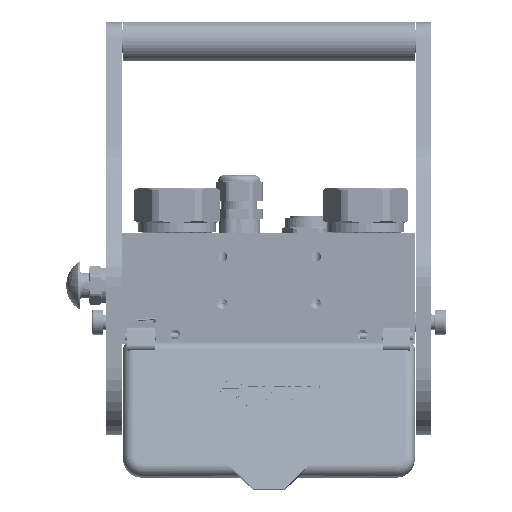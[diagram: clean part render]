
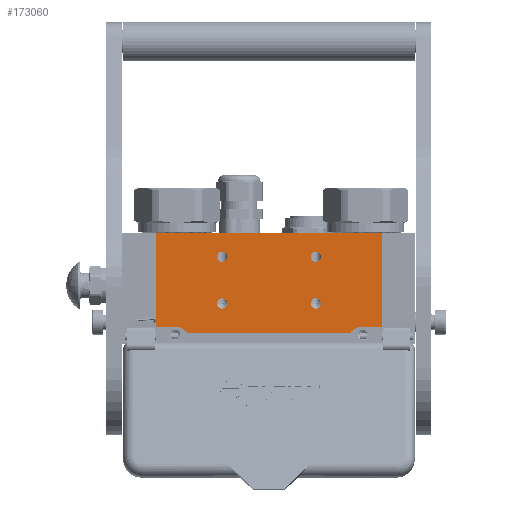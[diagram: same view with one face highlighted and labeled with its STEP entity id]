
A CAD part, left-side view. The second image highlights one B-rep face of the part: STEP entity #173060.
In plain terms, the highlighted face is planar.
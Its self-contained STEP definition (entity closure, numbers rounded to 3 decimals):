
#710 = CARTESIAN_POINT ( 'NONE',  ( 166.7, 0., -108. ) ) ;
#853 = ORIENTED_EDGE ( 'NONE', *, *, #45200, .F. ) ;
#1260 = CIRCLE ( 'NONE', #160144, 3.3 ) ;
#1364 = DIRECTION ( 'NONE',  ( 0., 0., -1. ) ) ;
#3067 = CARTESIAN_POINT ( 'NONE',  ( 64., 15., -108. ) ) ;
#3352 = EDGE_CURVE ( 'NONE', #4010, #40363, #42196, .T. ) ;
#3805 = ORIENTED_EDGE ( 'NONE', *, *, #21639, .F. ) ;
#4010 = VERTEX_POINT ( 'NONE', #171233 ) ;
#4082 = VECTOR ( 'NONE', #13843, 1000. ) ;
#6141 = DIRECTION ( 'NONE',  ( 0., 0., -1. ) ) ;
#7141 = ORIENTED_EDGE ( 'NONE', *, *, #58129, .T. ) ;
#7589 = DIRECTION ( 'NONE',  ( -1., 0., 0. ) ) ;
#8863 = LINE ( 'NONE', #15982, #105803 ) ;
#9811 = ORIENTED_EDGE ( 'NONE', *, *, #65630, .T. ) ;
#10618 = CARTESIAN_POINT ( 'NONE',  ( 21.3, 60., -108. ) ) ;
#13843 = DIRECTION ( 'NONE',  ( -1., 0., 0. ) ) ;
#13927 = CARTESIAN_POINT ( 'NONE',  ( 21.3, 0., -108. ) ) ;
#14013 = EDGE_CURVE ( 'NONE', #50933, #163235, #84442, .T. ) ;
#15932 = DIRECTION ( 'NONE',  ( 0., 1., 0. ) ) ;
#15982 = CARTESIAN_POINT ( 'NONE',  ( 21.3, 0., -108. ) ) ;
#17998 = CARTESIAN_POINT ( 'NONE',  ( 124., 41.7, -108. ) ) ;
#18318 = VERTEX_POINT ( 'NONE', #133454 ) ;
#19851 = AXIS2_PLACEMENT_3D ( 'NONE', #21884, #78491, #89108 ) ;
#21110 = VERTEX_POINT ( 'NONE', #115088 ) ;
#21196 = CARTESIAN_POINT ( 'NONE',  ( 166.7, 60., -108. ) ) ;
#21320 = CARTESIAN_POINT ( 'NONE',  ( 124., 11.7, -108. ) ) ;
#21639 = EDGE_CURVE ( 'NONE', #150131, #21110, #1260, .T. ) ;
#21884 = CARTESIAN_POINT ( 'NONE',  ( 154., 70., -108. ) ) ;
#22360 = DIRECTION ( 'NONE',  ( -1., 0., 0. ) ) ;
#22679 = VERTEX_POINT ( 'NONE', #10618 ) ;
#23723 = EDGE_CURVE ( 'NONE', #163235, #50933, #28608, .T. ) ;
#25885 = CIRCLE ( 'NONE', #53105, 10. ) ;
#28100 = ORIENTED_EDGE ( 'NONE', *, *, #33310, .F. ) ;
#28608 = CIRCLE ( 'NONE', #112854, 3.3 ) ;
#29572 = FACE_BOUND ( 'NONE', #151724, .T. ) ;
#30687 = EDGE_LOOP ( 'NONE', ( #135124, #69674 ) ) ;
#31191 = DIRECTION ( 'NONE',  ( 0., 1., 0. ) ) ;
#33310 = EDGE_CURVE ( 'NONE', #130040, #116479, #39546, .T. ) ;
#33662 = DIRECTION ( 'NONE',  ( 0., 0., -1. ) ) ;
#37757 = CARTESIAN_POINT ( 'NONE',  ( 21.3, 60., -108. ) ) ;
#38242 = CARTESIAN_POINT ( 'NONE',  ( 124., 15., -108. ) ) ;
#38496 = CARTESIAN_POINT ( 'NONE',  ( 166.7, 60., -108. ) ) ;
#39546 = CIRCLE ( 'NONE', #131131, 3.3 ) ;
#40363 = VERTEX_POINT ( 'NONE', #64950 ) ;
#40765 = AXIS2_PLACEMENT_3D ( 'NONE', #133203, #52511, #15932 ) ;
#42120 = CIRCLE ( 'NONE', #40765, 3.3 ) ;
#42196 = LINE ( 'NONE', #147038, #4082 ) ;
#45200 = EDGE_CURVE ( 'NONE', #108996, #48506, #129321, .T. ) ;
#45334 = CARTESIAN_POINT ( 'NONE',  ( 64., 45., -108. ) ) ;
#45885 = VERTEX_POINT ( 'NONE', #131866 ) ;
#47871 = DIRECTION ( 'NONE',  ( 0., 1., 0. ) ) ;
#48506 = VERTEX_POINT ( 'NONE', #38496 ) ;
#50622 = CARTESIAN_POINT ( 'NONE',  ( 166.7, 0., -108. ) ) ;
#50933 = VERTEX_POINT ( 'NONE', #120125 ) ;
#52511 = DIRECTION ( 'NONE',  ( 0., 0., -1. ) ) ;
#52676 = CIRCLE ( 'NONE', #115281, 3.3 ) ;
#53105 = AXIS2_PLACEMENT_3D ( 'NONE', #174444, #159161, #173275 ) ;
#57338 = DIRECTION ( 'NONE',  ( 0., -1., 0. ) ) ;
#57725 = DIRECTION ( 'NONE',  ( 0., 0., -1. ) ) ;
#58129 = EDGE_CURVE ( 'NONE', #108996, #79138, #128249, .T. ) ;
#64185 = CIRCLE ( 'NONE', #145979, 3.3 ) ;
#64938 = DIRECTION ( 'NONE',  ( 1., 0., 0. ) ) ;
#64950 = CARTESIAN_POINT ( 'NONE',  ( 42.146, 64.2, -108. ) ) ;
#65630 = EDGE_CURVE ( 'NONE', #79138, #22679, #8863, .T. ) ;
#69588 = ORIENTED_EDGE ( 'NONE', *, *, #149230, .T. ) ;
#69674 = ORIENTED_EDGE ( 'NONE', *, *, #82144, .F. ) ;
#69956 = LINE ( 'NONE', #21196, #133119 ) ;
#70226 = DIRECTION ( 'NONE',  ( 0., 1., 0. ) ) ;
#70856 = DIRECTION ( 'NONE',  ( 0., -1., 0. ) ) ;
#72710 = AXIS2_PLACEMENT_3D ( 'NONE', #38242, #147270, #91956 ) ;
#74371 = CARTESIAN_POINT ( 'NONE',  ( 64., 45., -108. ) ) ;
#76300 = DIRECTION ( 'NONE',  ( 0., 0., -1. ) ) ;
#78491 = DIRECTION ( 'NONE',  ( 0., 0., -1. ) ) ;
#79138 = VERTEX_POINT ( 'NONE', #13927 ) ;
#81234 = EDGE_LOOP ( 'NONE', ( #3805, #148275 ) ) ;
#81916 = EDGE_CURVE ( 'NONE', #173135, #140098, #167665, .T. ) ;
#82144 = EDGE_CURVE ( 'NONE', #140098, #173135, #64185, .T. ) ;
#83321 = DIRECTION ( 'NONE',  ( -1., 0., 0. ) ) ;
#84442 = CIRCLE ( 'NONE', #136358, 3.3 ) ;
#89108 = DIRECTION ( 'NONE',  ( 0., -1., 0. ) ) ;
#90600 = EDGE_CURVE ( 'NONE', #48506, #45885, #69956, .T. ) ;
#91956 = DIRECTION ( 'NONE',  ( 0., -1., 0. ) ) ;
#94877 = EDGE_LOOP ( 'NONE', ( #853, #7141, #9811, #69588, #114481, #173395, #149968, #118535 ) ) ;
#95730 = DIRECTION ( 'NONE',  ( 0., -1., 0. ) ) ;
#96807 = PLANE ( 'NONE',  #156801 ) ;
#99595 = LINE ( 'NONE', #37757, #103770 ) ;
#102841 = ORIENTED_EDGE ( 'NONE', *, *, #23723, .F. ) ;
#103717 = EDGE_CURVE ( 'NONE', #21110, #150131, #52676, .T. ) ;
#103770 = VECTOR ( 'NONE', #64938, 1000. ) ;
#105803 = VECTOR ( 'NONE', #70226, 1000. ) ;
#108996 = VERTEX_POINT ( 'NONE', #136108 ) ;
#109788 = ORIENTED_EDGE ( 'NONE', *, *, #112021, .F. ) ;
#112021 = EDGE_CURVE ( 'NONE', #116479, #130040, #42120, .T. ) ;
#112854 = AXIS2_PLACEMENT_3D ( 'NONE', #117478, #76300, #170526 ) ;
#113282 = CARTESIAN_POINT ( 'NONE',  ( 64., 41.7, -108. ) ) ;
#114481 = ORIENTED_EDGE ( 'NONE', *, *, #165827, .F. ) ;
#114833 = CARTESIAN_POINT ( 'NONE',  ( 124., 48.3, -108. ) ) ;
#115088 = CARTESIAN_POINT ( 'NONE',  ( 64., 48.3, -108. ) ) ;
#115281 = AXIS2_PLACEMENT_3D ( 'NONE', #45334, #57725, #31191 ) ;
#115550 = VECTOR ( 'NONE', #22360, 1000. ) ;
#115557 = EDGE_CURVE ( 'NONE', #45885, #4010, #171294, .T. ) ;
#116479 = VERTEX_POINT ( 'NONE', #114833 ) ;
#117478 = CARTESIAN_POINT ( 'NONE',  ( 64., 15., -108. ) ) ;
#118150 = FACE_OUTER_BOUND ( 'NONE', #94877, .T. ) ;
#118535 = ORIENTED_EDGE ( 'NONE', *, *, #90600, .F. ) ;
#120125 = CARTESIAN_POINT ( 'NONE',  ( 64., 11.7, -108. ) ) ;
#120974 = VECTOR ( 'NONE', #47871, 1000. ) ;
#122713 = DIRECTION ( 'NONE',  ( 0., 0., -1. ) ) ;
#128249 = LINE ( 'NONE', #50622, #115550 ) ;
#129321 = LINE ( 'NONE', #153997, #120974 ) ;
#130040 = VERTEX_POINT ( 'NONE', #17998 ) ;
#131131 = AXIS2_PLACEMENT_3D ( 'NONE', #162902, #1364, #95730 ) ;
#131866 = CARTESIAN_POINT ( 'NONE',  ( 154., 60., -108. ) ) ;
#131960 = CARTESIAN_POINT ( 'NONE',  ( 64., 18.3, -108. ) ) ;
#133119 = VECTOR ( 'NONE', #7589, 1000. ) ;
#133203 = CARTESIAN_POINT ( 'NONE',  ( 124., 45., -108. ) ) ;
#133454 = CARTESIAN_POINT ( 'NONE',  ( 34., 60., -108. ) ) ;
#135124 = ORIENTED_EDGE ( 'NONE', *, *, #81916, .F. ) ;
#135878 = ORIENTED_EDGE ( 'NONE', *, *, #14013, .F. ) ;
#136108 = CARTESIAN_POINT ( 'NONE',  ( 166.7, 0., -108. ) ) ;
#136358 = AXIS2_PLACEMENT_3D ( 'NONE', #3067, #153377, #57338 ) ;
#140098 = VERTEX_POINT ( 'NONE', #145684 ) ;
#145684 = CARTESIAN_POINT ( 'NONE',  ( 124., 18.3, -108. ) ) ;
#145979 = AXIS2_PLACEMENT_3D ( 'NONE', #156365, #6141, #154093 ) ;
#147038 = CARTESIAN_POINT ( 'NONE',  ( 145.854, 64.2, -108. ) ) ;
#147270 = DIRECTION ( 'NONE',  ( 0., 0., -1. ) ) ;
#147621 = FACE_BOUND ( 'NONE', #30687, .T. ) ;
#148275 = ORIENTED_EDGE ( 'NONE', *, *, #103717, .F. ) ;
#149230 = EDGE_CURVE ( 'NONE', #22679, #18318, #99595, .T. ) ;
#149968 = ORIENTED_EDGE ( 'NONE', *, *, #115557, .F. ) ;
#150131 = VERTEX_POINT ( 'NONE', #113282 ) ;
#151724 = EDGE_LOOP ( 'NONE', ( #28100, #109788 ) ) ;
#153377 = DIRECTION ( 'NONE',  ( 0., 0., -1. ) ) ;
#153997 = CARTESIAN_POINT ( 'NONE',  ( 166.7, 0., -108. ) ) ;
#154093 = DIRECTION ( 'NONE',  ( 0., 1., 0. ) ) ;
#156365 = CARTESIAN_POINT ( 'NONE',  ( 124., 15., -108. ) ) ;
#156801 = AXIS2_PLACEMENT_3D ( 'NONE', #710, #122713, #83321 ) ;
#159161 = DIRECTION ( 'NONE',  ( 0., 0., -1. ) ) ;
#160144 = AXIS2_PLACEMENT_3D ( 'NONE', #74371, #33662, #70856 ) ;
#161446 = EDGE_LOOP ( 'NONE', ( #135878, #102841 ) ) ;
#162902 = CARTESIAN_POINT ( 'NONE',  ( 124., 45., -108. ) ) ;
#163235 = VERTEX_POINT ( 'NONE', #131960 ) ;
#164513 = FACE_BOUND ( 'NONE', #81234, .T. ) ;
#165827 = EDGE_CURVE ( 'NONE', #40363, #18318, #25885, .T. ) ;
#167665 = CIRCLE ( 'NONE', #72710, 3.3 ) ;
#170526 = DIRECTION ( 'NONE',  ( 0., 1., 0. ) ) ;
#171233 = CARTESIAN_POINT ( 'NONE',  ( 145.854, 64.2, -108. ) ) ;
#171294 = CIRCLE ( 'NONE', #19851, 10. ) ;
#172960 = FACE_BOUND ( 'NONE', #161446, .T. ) ;
#173060 = ADVANCED_FACE ( 'NONE', ( #29572, #147621, #164513, #172960, #118150 ), #96807, .T. ) ;
#173135 = VERTEX_POINT ( 'NONE', #21320 ) ;
#173275 = DIRECTION ( 'NONE',  ( 0.815, -0.58, 0. ) ) ;
#173395 = ORIENTED_EDGE ( 'NONE', *, *, #3352, .F. ) ;
#174444 = CARTESIAN_POINT ( 'NONE',  ( 34., 70., -108. ) ) ;
